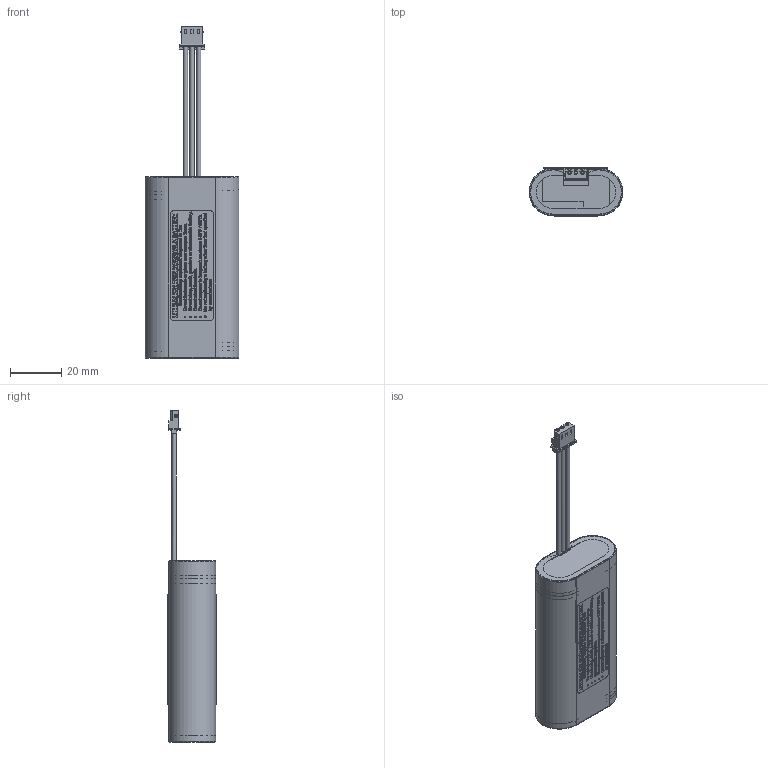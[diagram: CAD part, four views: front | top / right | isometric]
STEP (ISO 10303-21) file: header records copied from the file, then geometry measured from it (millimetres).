
FILE_DESCRIPTION(/* description */ (''),/* implementation_level */ '2;1');
FILE_NAME(/* name */ '712438.stp',/* time_stamp */ '2015-09-30T13:25:59+07:00',/* author */ ('Bony'),/* organization */ (''),/* preprocessor_version */ 'ST-DEVELOPER v15.6',/* originating_system */ 'Autodesk Inventor 2015',/* authorisation */ '');
FILE_SCHEMA (('AUTOMOTIVE_DESIGN { 1 0 10303 214 3 1 1 }'));
Products named in the file (1): 712438
Bounding box: 36.74 x 18.8 x 129.79 mm (x, y, z)
Volume: 37383.7 mm3; surface area: 23017.7 mm2
Topology: 2 solids, 4 shells, 6133 faces, 16493 edges, 10957 vertices
Faces by surface type: plane 3259, bspline 2700, cylinder 127, torus 41, cone 6
Full cylindrical faces by diameter (mm): 0.406 x1, 0.5 x1, 0.6 x3, 0.831 x1, 1 x2, 1.2 x3, 1.5 x3, 1.571 x1, 1.6 x8, 1.713 x1
Entity records: 209445 total; most frequent: CARTESIAN_POINT 67951, ORIENTED_EDGE 32856, DIRECTION 18232, EDGE_CURVE 16425, VERTEX_POINT 10934, LINE 10626, VECTOR 10626, EDGE_LOOP 6806
